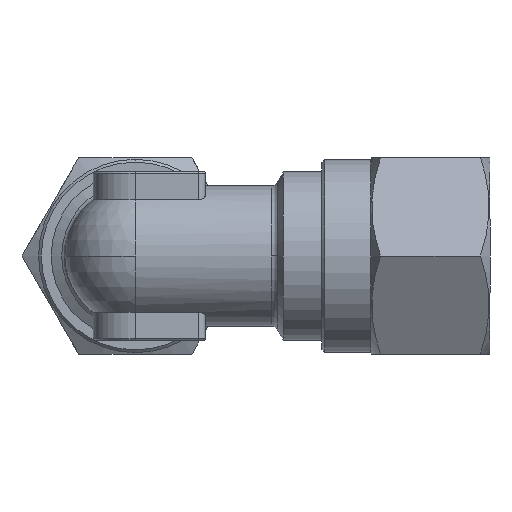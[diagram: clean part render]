
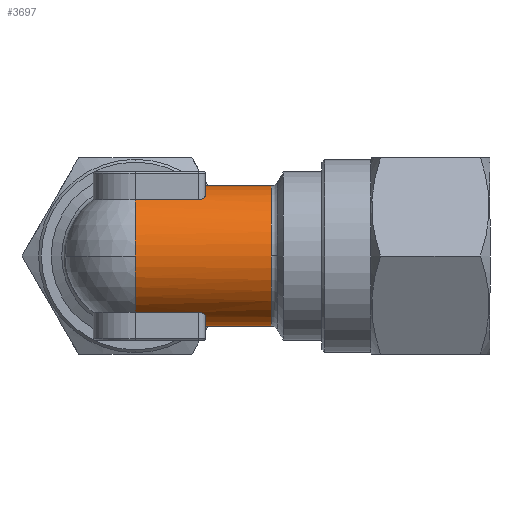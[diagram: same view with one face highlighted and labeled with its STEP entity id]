
A CAD part, left-side view. The second image highlights one B-rep face of the part: STEP entity #3697.
In plain terms, the highlighted cylindrical face has radius 5 mm (diameter 10 mm), a partial arc.
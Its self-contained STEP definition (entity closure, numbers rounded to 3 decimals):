
#209 = CARTESIAN_POINT ( 'NONE',  ( 0., 0., 0. ) ) ;
#210 = DIRECTION ( 'NONE',  ( 0., -1., 0. ) ) ;
#211 = DIRECTION ( 'NONE',  ( 0., 0., 1. ) ) ;
#254 = CARTESIAN_POINT ( 'NONE',  ( 0., 7.845, 5. ) ) ;
#255 = DIRECTION ( 'NONE',  ( 0., 1., 0. ) ) ;
#288 = CARTESIAN_POINT ( 'NONE',  ( 0., 7.845, 0. ) ) ;
#289 = DIRECTION ( 'NONE',  ( 0., 1., 0. ) ) ;
#290 = DIRECTION ( 'NONE',  ( 0., 0., 1. ) ) ;
#511 = VERTEX_POINT ( 'NONE', #2545 ) ;
#512 = VERTEX_POINT ( 'NONE', #2546 ) ;
#522 = VERTEX_POINT ( 'NONE', #2556 ) ;
#531 = VERTEX_POINT ( 'NONE', #2565 ) ;
#532 = VERTEX_POINT ( 'NONE', #2566 ) ;
#539 = VERTEX_POINT ( 'NONE', #2573 ) ;
#540 = VERTEX_POINT ( 'NONE', #2574 ) ;
#625 = EDGE_LOOP ( 'NONE', ( #1585, #1584, #1583, #1582, #1581, #1579, #1580, #1578, #1576, #1577, #1574, #1575 ) ) ;
#716 = LINE ( 'NONE', #254, #1424 ) ;
#719 = LINE ( 'NONE', #1474, #1433 ) ;
#844 = AXIS2_PLACEMENT_3D ( 'NONE', #2709, #2710, #2711 ) ;
#845 = CIRCLE ( 'NONE', #844, 5. ) ;
#853 = AXIS2_PLACEMENT_3D ( 'NONE', #2664, #2665, #2666 ) ;
#854 = CIRCLE ( 'NONE', #853, 5. ) ;
#855 = AXIS2_PLACEMENT_3D ( 'NONE', #2661, #2662, #2663 ) ;
#856 = VECTOR ( 'NONE', #2652, 1000. ) ;
#857 = AXIS2_PLACEMENT_3D ( 'NONE', #2638, #2639, #2640 ) ;
#863 = VECTOR ( 'NONE', #2650, 1000. ) ;
#864 = CIRCLE ( 'NONE', #857, 5. ) ;
#866 = CIRCLE ( 'NONE', #855, 5. ) ;
#1213 = VERTEX_POINT ( 'NONE', #2608 ) ;
#1214 = VERTEX_POINT ( 'NONE', #2609 ) ;
#1215 = VERTEX_POINT ( 'NONE', #2610 ) ;
#1216 = VERTEX_POINT ( 'NONE', #2611 ) ;
#1225 = VERTEX_POINT ( 'NONE', #2620 ) ;
#1257 = B_SPLINE_CURVE_WITH_KNOTS ( 'NONE', 3,
 ( #2641, #2642, #2643, #2644, #2645, #2646, #2647, #2648 ),
 .UNSPECIFIED., .F., .F.,
 ( 4, 2, 2, 4 ),
 ( 0.003, 0.003, 0.003, 0.003 ),
 .UNSPECIFIED. ) ;
#1259 = B_SPLINE_CURVE_WITH_KNOTS ( 'NONE', 3,
 ( #2653, #2654, #2655, #2656, #2657, #2658, #2659, #2660 ),
 .UNSPECIFIED., .F., .F.,
 ( 4, 2, 2, 4 ),
 ( 0., 0., 0., 0.001 ),
 .UNSPECIFIED. ) ;
#1283 = AXIS2_PLACEMENT_3D ( 'NONE', #288, #289, #290 ) ;
#1401 = CIRCLE ( 'NONE', #1407, 5. ) ;
#1407 = AXIS2_PLACEMENT_3D ( 'NONE', #209, #210, #211 ) ;
#1424 = VECTOR ( 'NONE', #255, 1000. ) ;
#1433 = VECTOR ( 'NONE', #1475, 1000. ) ;
#1445 = CIRCLE ( 'NONE', #1449, 5. ) ;
#1449 = AXIS2_PLACEMENT_3D ( 'NONE', #1500, #1501, #1502 ) ;
#1474 = CARTESIAN_POINT ( 'NONE',  ( 0., 7.845, -5. ) ) ;
#1475 = DIRECTION ( 'NONE',  ( 0., 1., 0. ) ) ;
#1500 = CARTESIAN_POINT ( 'NONE',  ( 0., -9.711, 0. ) ) ;
#1501 = DIRECTION ( 'NONE',  ( 0., 1., 0. ) ) ;
#1502 = DIRECTION ( 'NONE',  ( 1., 0., 0. ) ) ;
#1574 = ORIENTED_EDGE ( 'NONE', *, *, #1743, .F. ) ;
#1575 = ORIENTED_EDGE ( 'NONE', *, *, #1741, .F. ) ;
#1576 = ORIENTED_EDGE ( 'NONE', *, *, #1780, .T. ) ;
#1577 = ORIENTED_EDGE ( 'NONE', *, *, #1745, .F. ) ;
#1578 = ORIENTED_EDGE ( 'NONE', *, *, #3921, .T. ) ;
#1579 = ORIENTED_EDGE ( 'NONE', *, *, #1750, .F. ) ;
#1580 = ORIENTED_EDGE ( 'NONE', *, *, #1747, .F. ) ;
#1581 = ORIENTED_EDGE ( 'NONE', *, *, #1754, .F. ) ;
#1582 = ORIENTED_EDGE ( 'NONE', *, *, #3934, .T. ) ;
#1583 = ORIENTED_EDGE ( 'NONE', *, *, #1756, .T. ) ;
#1584 = ORIENTED_EDGE ( 'NONE', *, *, #3953, .T. ) ;
#1585 = ORIENTED_EDGE ( 'NONE', *, *, #3944, .F. ) ;
#1741 = EDGE_CURVE ( 'NONE', #531, #1213, #864, .T. ) ;
#1743 = EDGE_CURVE ( 'NONE', #1213, #1214, #1257, .T. ) ;
#1745 = EDGE_CURVE ( 'NONE', #1214, #1225, #3292, .T. ) ;
#1747 = EDGE_CURVE ( 'NONE', #511, #1215, #3293, .T. ) ;
#1750 = EDGE_CURVE ( 'NONE', #1215, #1216, #1259, .T. ) ;
#1754 = EDGE_CURVE ( 'NONE', #1216, #522, #866, .T. ) ;
#1756 = EDGE_CURVE ( 'NONE', #540, #532, #854, .T. ) ;
#1780 = EDGE_CURVE ( 'NONE', #512, #1225, #845, .T. ) ;
#2545 = CARTESIAN_POINT ( 'NONE',  ( -3., 0., 4. ) ) ;
#2546 = CARTESIAN_POINT ( 'NONE',  ( -5., 0., 0. ) ) ;
#2556 = CARTESIAN_POINT ( 'NONE',  ( 0., -5., 5. ) ) ;
#2565 = CARTESIAN_POINT ( 'NONE',  ( 0., -5., -5. ) ) ;
#2566 = CARTESIAN_POINT ( 'NONE',  ( 0., -9.711, 5. ) ) ;
#2573 = CARTESIAN_POINT ( 'NONE',  ( 0., -9.711, -5. ) ) ;
#2574 = CARTESIAN_POINT ( 'NONE',  ( -5., -9.711, 0. ) ) ;
#2608 = CARTESIAN_POINT ( 'NONE',  ( -2.5, -5., -4.33 ) ) ;
#2609 = CARTESIAN_POINT ( 'NONE',  ( -3., -4.5, -4. ) ) ;
#2610 = CARTESIAN_POINT ( 'NONE',  ( -3., -4.5, 4. ) ) ;
#2611 = CARTESIAN_POINT ( 'NONE',  ( -2.5, -5., 4.33 ) ) ;
#2620 = CARTESIAN_POINT ( 'NONE',  ( -3., 0., -4. ) ) ;
#2638 = CARTESIAN_POINT ( 'NONE',  ( 0., -5., 0. ) ) ;
#2639 = DIRECTION ( 'NONE',  ( 0., 1., 0. ) ) ;
#2640 = DIRECTION ( 'NONE',  ( 0., 0., 1. ) ) ;
#2641 = CARTESIAN_POINT ( 'NONE',  ( -2.5, -5., -4.33 ) ) ;
#2642 = CARTESIAN_POINT ( 'NONE',  ( -2.624, -5., -4.258 ) ) ;
#2643 = CARTESIAN_POINT ( 'NONE',  ( -2.746, -4.954, -4.18 ) ) ;
#2644 = CARTESIAN_POINT ( 'NONE',  ( -2.887, -4.823, -4.083 ) ) ;
#2645 = CARTESIAN_POINT ( 'NONE',  ( -2.927, -4.769, -4.054 ) ) ;
#2646 = CARTESIAN_POINT ( 'NONE',  ( -2.984, -4.644, -4.012 ) ) ;
#2647 = CARTESIAN_POINT ( 'NONE',  ( -3., -4.573, -4. ) ) ;
#2648 = CARTESIAN_POINT ( 'NONE',  ( -3., -4.5, -4. ) ) ;
#2649 = CARTESIAN_POINT ( 'NONE',  ( -3., 7.845, -4. ) ) ;
#2650 = DIRECTION ( 'NONE',  ( 0., 1., 0. ) ) ;
#2651 = CARTESIAN_POINT ( 'NONE',  ( -3., 7.845, 4. ) ) ;
#2652 = DIRECTION ( 'NONE',  ( 0., -1., 0. ) ) ;
#2653 = CARTESIAN_POINT ( 'NONE',  ( -3., -4.5, 4. ) ) ;
#2654 = CARTESIAN_POINT ( 'NONE',  ( -3., -4.573, 4. ) ) ;
#2655 = CARTESIAN_POINT ( 'NONE',  ( -2.984, -4.644, 4.012 ) ) ;
#2656 = CARTESIAN_POINT ( 'NONE',  ( -2.927, -4.769, 4.054 ) ) ;
#2657 = CARTESIAN_POINT ( 'NONE',  ( -2.887, -4.823, 4.083 ) ) ;
#2658 = CARTESIAN_POINT ( 'NONE',  ( -2.745, -4.954, 4.18 ) ) ;
#2659 = CARTESIAN_POINT ( 'NONE',  ( -2.625, -5., 4.258 ) ) ;
#2660 = CARTESIAN_POINT ( 'NONE',  ( -2.5, -5., 4.33 ) ) ;
#2661 = CARTESIAN_POINT ( 'NONE',  ( 0., -5., 0. ) ) ;
#2662 = DIRECTION ( 'NONE',  ( 0., 1., 0. ) ) ;
#2663 = DIRECTION ( 'NONE',  ( 0., 0., 1. ) ) ;
#2664 = CARTESIAN_POINT ( 'NONE',  ( 0., -9.711, 0. ) ) ;
#2665 = DIRECTION ( 'NONE',  ( 0., 1., 0. ) ) ;
#2666 = DIRECTION ( 'NONE',  ( 1., 0., 0. ) ) ;
#2709 = CARTESIAN_POINT ( 'NONE',  ( 0., 0., 0. ) ) ;
#2710 = DIRECTION ( 'NONE',  ( 0., -1., 0. ) ) ;
#2711 = DIRECTION ( 'NONE',  ( 0., 0., 1. ) ) ;
#3292 = LINE ( 'NONE', #2649, #863 ) ;
#3293 = LINE ( 'NONE', #2651, #856 ) ;
#3426 = FACE_OUTER_BOUND ( 'NONE', #625, .T. ) ;
#3427 = CYLINDRICAL_SURFACE ( 'NONE', #1283, 5. ) ;
#3697 = ADVANCED_FACE ( 'NONE', ( #3426 ), #3427, .T. ) ;
#3921 = EDGE_CURVE ( 'NONE', #511, #512, #1401, .T. ) ;
#3934 = EDGE_CURVE ( 'NONE', #532, #522, #716, .T. ) ;
#3944 = EDGE_CURVE ( 'NONE', #539, #531, #719, .T. ) ;
#3953 = EDGE_CURVE ( 'NONE', #539, #540, #1445, .T. ) ;
